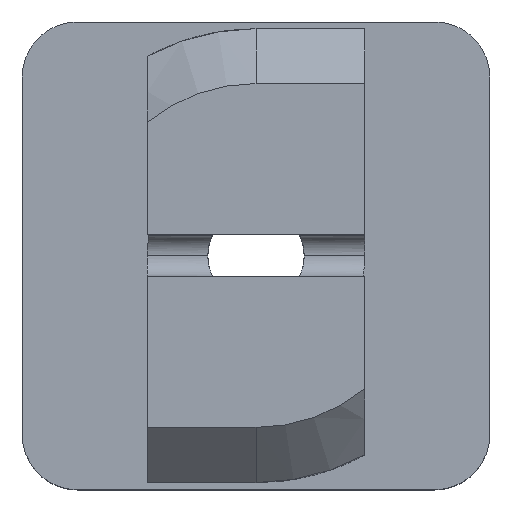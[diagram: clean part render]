
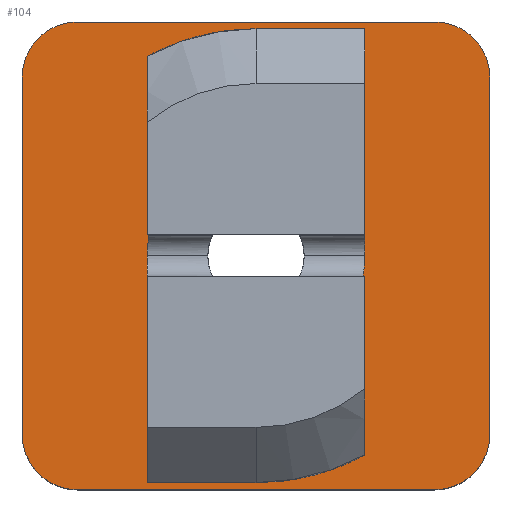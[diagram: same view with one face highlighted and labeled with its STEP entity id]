
A CAD part, top view. The second image highlights one B-rep face of the part: STEP entity #104.
In plain terms, the highlighted planar face has unit normal (0, 0, 1).
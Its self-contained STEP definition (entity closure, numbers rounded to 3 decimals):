
#104=ADVANCED_FACE('',(#271,#272),#273,.F.);
#271=FACE_OUTER_BOUND('',#507,.T.);
#272=FACE_BOUND('',#508,.T.);
#273=PLANE('',#509);
#507=EDGE_LOOP('',(#757,#758,#759,#760,#761,#762,#763,#764));
#508=EDGE_LOOP('',(#765,#766,#767,#768,#769,#770));
#509=AXIS2_PLACEMENT_3D('',#771,#772,#773);
#757=ORIENTED_EDGE('',*,*,#1463,.F.);
#758=ORIENTED_EDGE('',*,*,#1464,.F.);
#759=ORIENTED_EDGE('',*,*,#1465,.F.);
#760=ORIENTED_EDGE('',*,*,#1466,.F.);
#761=ORIENTED_EDGE('',*,*,#1467,.F.);
#762=ORIENTED_EDGE('',*,*,#1468,.F.);
#763=ORIENTED_EDGE('',*,*,#1469,.F.);
#764=ORIENTED_EDGE('',*,*,#1470,.F.);
#765=ORIENTED_EDGE('',*,*,#1471,.F.);
#766=ORIENTED_EDGE('',*,*,#1472,.F.);
#767=ORIENTED_EDGE('',*,*,#1473,.F.);
#768=ORIENTED_EDGE('',*,*,#1474,.F.);
#769=ORIENTED_EDGE('',*,*,#1475,.F.);
#770=ORIENTED_EDGE('',*,*,#1476,.F.);
#771=CARTESIAN_POINT('',(0.0,0.0,0.0));
#772=DIRECTION('',(0.0,0.0,-1.0));
#773=DIRECTION('',(1.0,0.0,0.0));
#1463=EDGE_CURVE('',#1762,#1763,#1764,.T.);
#1464=EDGE_CURVE('',#1765,#1762,#1766,.T.);
#1465=EDGE_CURVE('',#1767,#1765,#1768,.T.);
#1466=EDGE_CURVE('',#1769,#1767,#1770,.T.);
#1467=EDGE_CURVE('',#1771,#1769,#1772,.T.);
#1468=EDGE_CURVE('',#1773,#1771,#1774,.T.);
#1469=EDGE_CURVE('',#1775,#1773,#1776,.T.);
#1470=EDGE_CURVE('',#1763,#1775,#1777,.T.);
#1471=EDGE_CURVE('',#1778,#1779,#1780,.T.);
#1472=EDGE_CURVE('',#1781,#1778,#1782,.T.);
#1473=EDGE_CURVE('',#1783,#1781,#1784,.T.);
#1474=EDGE_CURVE('',#1785,#1783,#1786,.T.);
#1475=EDGE_CURVE('',#1787,#1785,#1788,.T.);
#1476=EDGE_CURVE('',#1779,#1787,#1789,.T.);
#1762=VERTEX_POINT('',#2223);
#1763=VERTEX_POINT('',#2224);
#1764=CIRCLE('',#2225,2.0);
#1765=VERTEX_POINT('',#2226);
#1766=LINE('',#2227,#2228);
#1767=VERTEX_POINT('',#2229);
#1768=CIRCLE('',#2230,2.0);
#1769=VERTEX_POINT('',#2231);
#1770=LINE('',#2232,#2233);
#1771=VERTEX_POINT('',#2234);
#1772=CIRCLE('',#2235,2.0);
#1773=VERTEX_POINT('',#2236);
#1774=LINE('',#2237,#2238);
#1775=VERTEX_POINT('',#2239);
#1776=CIRCLE('',#2240,2.0);
#1777=LINE('',#2241,#2242);
#1778=VERTEX_POINT('',#2243);
#1779=VERTEX_POINT('',#2244);
#1780=LINE('',#2245,#2246);
#1781=VERTEX_POINT('',#2247);
#1782=LINE('',#2248,#2249);
#1783=VERTEX_POINT('',#2250);
#1784=CIRCLE('',#2251,3.95);
#1785=VERTEX_POINT('',#2252);
#1786=LINE('',#2253,#2254);
#1787=VERTEX_POINT('',#2255);
#1788=LINE('',#2256,#2257);
#1789=CIRCLE('',#2258,3.95);
#2223=CARTESIAN_POINT('',(-6.5,-8.5,0.0));
#2224=CARTESIAN_POINT('',(-8.5,-6.5,0.0));
#2225=AXIS2_PLACEMENT_3D('',#2874,#2875,#2876);
#2226=CARTESIAN_POINT('',(6.5,-8.5,0.0));
#2227=CARTESIAN_POINT('',(6.5,-8.5,0.0));
#2228=VECTOR('',#2877,13.0);
#2229=CARTESIAN_POINT('',(8.5,-6.5,0.0));
#2230=AXIS2_PLACEMENT_3D('',#2878,#2879,#2880);
#2231=CARTESIAN_POINT('',(8.5,6.5,0.0));
#2232=CARTESIAN_POINT('',(8.5,6.5,0.0));
#2233=VECTOR('',#2881,13.0);
#2234=CARTESIAN_POINT('',(6.5,8.5,0.0));
#2235=AXIS2_PLACEMENT_3D('',#2882,#2883,#2884);
#2236=CARTESIAN_POINT('',(-6.5,8.5,0.0));
#2237=CARTESIAN_POINT('',(-6.5,8.5,0.0));
#2238=VECTOR('',#2885,13.0);
#2239=CARTESIAN_POINT('',(-8.5,6.5,0.0));
#2240=AXIS2_PLACEMENT_3D('',#2886,#2887,#2888);
#2241=CARTESIAN_POINT('',(-8.5,-6.5,0.0));
#2242=VECTOR('',#2889,13.0);
#2243=CARTESIAN_POINT('',(-3.95,-4.0,0.0));
#2244=CARTESIAN_POINT('',(0.0,-4.0,0.0));
#2245=CARTESIAN_POINT('',(-3.95,-4.0,0.0));
#2246=VECTOR('',#2890,3.95);
#2247=CARTESIAN_POINT('',(-3.95,0.05,0.0));
#2248=CARTESIAN_POINT('',(-3.95,0.05,0.0));
#2249=VECTOR('',#2891,4.05);
#2250=CARTESIAN_POINT('',(0.0,4.0,0.0));
#2251=AXIS2_PLACEMENT_3D('',#2892,#2893,#2894);
#2252=CARTESIAN_POINT('',(3.95,4.0,0.0));
#2253=CARTESIAN_POINT('',(3.95,4.0,0.0));
#2254=VECTOR('',#2895,3.95);
#2255=CARTESIAN_POINT('',(3.95,-0.05,0.0));
#2256=CARTESIAN_POINT('',(3.95,-0.05,0.0));
#2257=VECTOR('',#2896,4.05);
#2258=AXIS2_PLACEMENT_3D('',#2897,#2898,#2899);
#2874=CARTESIAN_POINT('',(-6.5,-6.5,0.0));
#2875=DIRECTION('',(0.0,0.0,-1.0));
#2876=DIRECTION('',(0.0,-1.0,0.0));
#2877=DIRECTION('',(-1.0,0.0,0.0));
#2878=CARTESIAN_POINT('',(6.5,-6.5,0.0));
#2879=DIRECTION('',(0.0,0.0,-1.0));
#2880=DIRECTION('',(1.0,0.0,0.0));
#2881=DIRECTION('',(0.0,-1.0,0.0));
#2882=CARTESIAN_POINT('',(6.5,6.5,0.0));
#2883=DIRECTION('',(0.0,0.0,-1.0));
#2884=DIRECTION('',(0.0,1.0,0.0));
#2885=DIRECTION('',(1.0,0.0,0.0));
#2886=CARTESIAN_POINT('',(-6.5,6.5,0.0));
#2887=DIRECTION('',(0.0,0.0,-1.0));
#2888=DIRECTION('',(-1.0,0.0,0.0));
#2889=DIRECTION('',(0.0,1.0,0.0));
#2890=DIRECTION('',(1.0,0.0,0.0));
#2891=DIRECTION('',(0.0,-1.0,0.0));
#2892=CARTESIAN_POINT('',(0.0,0.05,0.0));
#2893=DIRECTION('',(0.0,-0.0,1.0));
#2894=DIRECTION('',(0.0,1.0,0.0));
#2895=DIRECTION('',(-1.0,0.0,0.0));
#2896=DIRECTION('',(0.0,1.0,0.0));
#2897=CARTESIAN_POINT('',(0.0,-0.05,0.0));
#2898=DIRECTION('',(0.0,0.0,1.0));
#2899=DIRECTION('',(0.0,-1.0,0.0));
